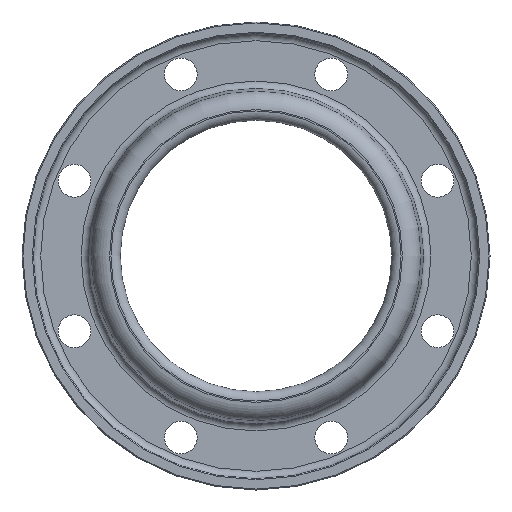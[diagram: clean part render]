
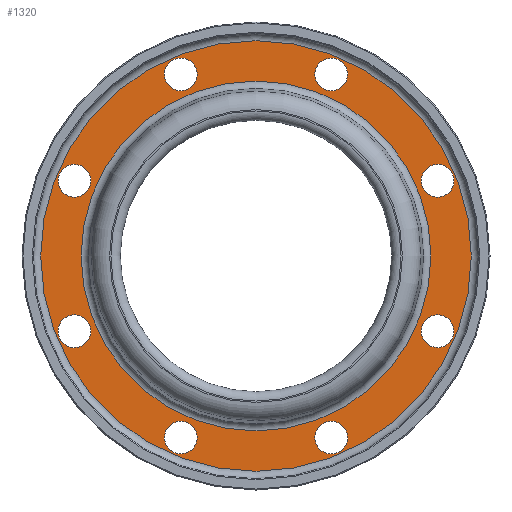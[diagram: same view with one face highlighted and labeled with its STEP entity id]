
A CAD part, left-side view. The second image highlights one B-rep face of the part: STEP entity #1320.
In plain terms, the highlighted planar face has unit normal (-1, 0, 0).
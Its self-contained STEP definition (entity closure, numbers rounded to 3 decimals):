
#780 = CARTESIAN_POINT ( 'NONE',  ( 19., 97.007, -40.182 ) ) ;
#783 = DIRECTION ( 'NONE',  ( -1., 0., 0. ) ) ;
#784 = DIRECTION ( 'NONE',  ( 0., 0.707, -0.707 ) ) ;
#1002 = CARTESIAN_POINT ( 'NONE',  ( 19., -97.007, 40.182 ) ) ;
#1004 = DIRECTION ( 'NONE',  ( -1., 0., 0. ) ) ;
#1007 = DIRECTION ( 'NONE',  ( 0., -0.707, 0.707 ) ) ;
#1320 = ADVANCED_FACE ( 'NONE', ( #12879, #12880, #12881, #12882, #12883, #12884, #12885, #12886, #12887, #12888 ), #12457, .F. ) ;
#1403 = AXIS2_PLACEMENT_3D ( 'NONE', #1697, #1698, #1699 ) ;
#1448 = AXIS2_PLACEMENT_3D ( 'NONE', #1524, #1525, #1526 ) ;
#1521 = AXIS2_PLACEMENT_3D ( 'NONE', #1717, #1718, #1719 ) ;
#1524 = CARTESIAN_POINT ( 'NONE',  ( 19., 0., 0. ) ) ;
#1525 = DIRECTION ( 'NONE',  ( -1., 0., 0. ) ) ;
#1526 = DIRECTION ( 'NONE',  ( 0., 0., 1. ) ) ;
#1697 = CARTESIAN_POINT ( 'NONE',  ( 19., 40.182, -97.007 ) ) ;
#1698 = DIRECTION ( 'NONE',  ( -1., 0., 0. ) ) ;
#1699 = DIRECTION ( 'NONE',  ( 0., 0., -1. ) ) ;
#1717 = CARTESIAN_POINT ( 'NONE',  ( 19., 0., 0. ) ) ;
#1718 = DIRECTION ( 'NONE',  ( -1., 0., 0. ) ) ;
#1719 = DIRECTION ( 'NONE',  ( 0., 0., 1. ) ) ;
#2015 = AXIS2_PLACEMENT_3D ( 'NONE', #1002, #1004, #1007 ) ;
#2693 = CARTESIAN_POINT ( 'NONE',  ( 19., 103.195, -46.369 ) ) ;
#2728 = CARTESIAN_POINT ( 'NONE',  ( 19., -103.195, 46.369 ) ) ;
#3560 = AXIS2_PLACEMENT_3D ( 'NONE', #11343, #11344, #11345 ) ;
#3674 = CARTESIAN_POINT ( 'NONE',  ( 19., -40.182, -97.007 ) ) ;
#3675 = DIRECTION ( 'NONE',  ( -1., 0., 0. ) ) ;
#3676 = DIRECTION ( 'NONE',  ( 0., -0.707, -0.707 ) ) ;
#3723 = CARTESIAN_POINT ( 'NONE',  ( 19., -97.007, -40.182 ) ) ;
#3724 = DIRECTION ( 'NONE',  ( -1., 0., 0. ) ) ;
#3725 = DIRECTION ( 'NONE',  ( 0., -1., 0. ) ) ;
#3726 = CARTESIAN_POINT ( 'NONE',  ( 19., 97.007, 40.182 ) ) ;
#3727 = DIRECTION ( 'NONE',  ( -1., 0., 0. ) ) ;
#3728 = DIRECTION ( 'NONE',  ( 0., 1., 0. ) ) ;
#5720 = ORIENTED_EDGE ( 'NONE', *, *, #7697, .F. ) ;
#5721 = ORIENTED_EDGE ( 'NONE', *, *, #7626, .F. ) ;
#5722 = ORIENTED_EDGE ( 'NONE', *, *, #8270, .F. ) ;
#5723 = ORIENTED_EDGE ( 'NONE', *, *, #8252, .F. ) ;
#5724 = ORIENTED_EDGE ( 'NONE', *, *, #7716, .F. ) ;
#5725 = ORIENTED_EDGE ( 'NONE', *, *, #7625, .F. ) ;
#5726 = ORIENTED_EDGE ( 'NONE', *, *, #7617, .F. ) ;
#5727 = ORIENTED_EDGE ( 'NONE', *, *, #7785, .F. ) ;
#5728 = ORIENTED_EDGE ( 'NONE', *, *, #7789, .F. ) ;
#5730 = ORIENTED_EDGE ( 'NONE', *, *, #7767, .T. ) ;
#6465 = EDGE_LOOP ( 'NONE', ( #5727 ) ) ;
#6470 = EDGE_LOOP ( 'NONE', ( #5728 ) ) ;
#6477 = EDGE_LOOP ( 'NONE', ( #5730 ) ) ;
#6485 = EDGE_LOOP ( 'NONE', ( #5722 ) ) ;
#6487 = EDGE_LOOP ( 'NONE', ( #5724 ) ) ;
#6488 = EDGE_LOOP ( 'NONE', ( #5720 ) ) ;
#6489 = EDGE_LOOP ( 'NONE', ( #5721 ) ) ;
#6490 = EDGE_LOOP ( 'NONE', ( #5723 ) ) ;
#6495 = EDGE_LOOP ( 'NONE', ( #5725 ) ) ;
#6496 = EDGE_LOOP ( 'NONE', ( #5726 ) ) ;
#7617 = EDGE_CURVE ( 'NONE', #12285, #12285, #9662, .T. ) ;
#7625 = EDGE_CURVE ( 'NONE', #12283, #12283, #9670, .T. ) ;
#7626 = EDGE_CURVE ( 'NONE', #12288, #12288, #9671, .T. ) ;
#7697 = EDGE_CURVE ( 'NONE', #12253, #12253, #9729, .T. ) ;
#7716 = EDGE_CURVE ( 'NONE', #12259, #12259, #9780, .T. ) ;
#7767 = EDGE_CURVE ( 'NONE', #12265, #12265, #9933, .T. ) ;
#7785 = EDGE_CURVE ( 'NONE', #12269, #12269, #9974, .T. ) ;
#7789 = EDGE_CURVE ( 'NONE', #12273, #12273, #9981, .T. ) ;
#8252 = EDGE_CURVE ( 'NONE', #12270, #12270, #10110, .T. ) ;
#8270 = EDGE_CURVE ( 'NONE', #12271, #12271, #10148, .T. ) ;
#9662 = CIRCLE ( 'NONE', #12193, 8.75 ) ;
#9670 = CIRCLE ( 'NONE', #12198, 8.75 ) ;
#9671 = CIRCLE ( 'NONE', #12201, 8.75 ) ;
#9729 = CIRCLE ( 'NONE', #12239, 8.75 ) ;
#9780 = CIRCLE ( 'NONE', #2015, 8.75 ) ;
#9933 = CIRCLE ( 'NONE', #1448, 115. ) ;
#9974 = CIRCLE ( 'NONE', #1403, 8.75 ) ;
#9981 = CIRCLE ( 'NONE', #1521, 93.426 ) ;
#10110 = CIRCLE ( 'NONE', #3560, 8.75 ) ;
#10148 = CIRCLE ( 'NONE', #13430, 8.75 ) ;
#11343 = CARTESIAN_POINT ( 'NONE',  ( 19., -40.182, 97.007 ) ) ;
#11344 = DIRECTION ( 'NONE',  ( -1., 0., 0. ) ) ;
#11345 = DIRECTION ( 'NONE',  ( 0., 0., 1. ) ) ;
#11457 = CARTESIAN_POINT ( 'NONE',  ( 19., 40.182, 97.007 ) ) ;
#11459 = DIRECTION ( 'NONE',  ( -1., 0., 0. ) ) ;
#11461 = DIRECTION ( 'NONE',  ( 0., 0.707, 0.707 ) ) ;
#12132 = AXIS2_PLACEMENT_3D ( 'NONE', #12433, #12428, #12422 ) ;
#12193 = AXIS2_PLACEMENT_3D ( 'NONE', #3674, #3675, #3676 ) ;
#12198 = AXIS2_PLACEMENT_3D ( 'NONE', #3723, #3724, #3725 ) ;
#12201 = AXIS2_PLACEMENT_3D ( 'NONE', #3726, #3727, #3728 ) ;
#12239 = AXIS2_PLACEMENT_3D ( 'NONE', #780, #783, #784 ) ;
#12253 = VERTEX_POINT ( 'NONE', #2693 ) ;
#12259 = VERTEX_POINT ( 'NONE', #2728 ) ;
#12265 = VERTEX_POINT ( 'NONE', #13372 ) ;
#12269 = VERTEX_POINT ( 'NONE', #13377 ) ;
#12270 = VERTEX_POINT ( 'NONE', #13384 ) ;
#12271 = VERTEX_POINT ( 'NONE', #13385 ) ;
#12273 = VERTEX_POINT ( 'NONE', #13378 ) ;
#12283 = VERTEX_POINT ( 'NONE', #13361 ) ;
#12285 = VERTEX_POINT ( 'NONE', #13356 ) ;
#12288 = VERTEX_POINT ( 'NONE', #13362 ) ;
#12422 = DIRECTION ( 'NONE',  ( 0., 0., -1. ) ) ;
#12428 = DIRECTION ( 'NONE',  ( 1., 0., 0. ) ) ;
#12433 = CARTESIAN_POINT ( 'NONE',  ( 19., 93.426, 0. ) ) ;
#12457 = PLANE ( 'NONE',  #12132 ) ;
#12879 = FACE_BOUND ( 'NONE', #6488, .T. ) ;
#12880 = FACE_BOUND ( 'NONE', #6489, .T. ) ;
#12881 = FACE_BOUND ( 'NONE', #6485, .T. ) ;
#12882 = FACE_BOUND ( 'NONE', #6490, .T. ) ;
#12883 = FACE_BOUND ( 'NONE', #6487, .T. ) ;
#12884 = FACE_BOUND ( 'NONE', #6495, .T. ) ;
#12885 = FACE_BOUND ( 'NONE', #6496, .T. ) ;
#12886 = FACE_BOUND ( 'NONE', #6465, .T. ) ;
#12887 = FACE_BOUND ( 'NONE', #6470, .T. ) ;
#12888 = FACE_OUTER_BOUND ( 'NONE', #6477, .T. ) ;
#13356 = CARTESIAN_POINT ( 'NONE',  ( 19., -46.369, -103.195 ) ) ;
#13361 = CARTESIAN_POINT ( 'NONE',  ( 19., -105.757, -40.182 ) ) ;
#13362 = CARTESIAN_POINT ( 'NONE',  ( 19., 105.757, 40.182 ) ) ;
#13372 = CARTESIAN_POINT ( 'NONE',  ( 19., 0., 115. ) ) ;
#13377 = CARTESIAN_POINT ( 'NONE',  ( 19., 40.182, -105.757 ) ) ;
#13378 = CARTESIAN_POINT ( 'NONE',  ( 19., 0., 93.426 ) ) ;
#13384 = CARTESIAN_POINT ( 'NONE',  ( 19., -40.182, 105.757 ) ) ;
#13385 = CARTESIAN_POINT ( 'NONE',  ( 19., 46.369, 103.195 ) ) ;
#13430 = AXIS2_PLACEMENT_3D ( 'NONE', #11457, #11459, #11461 ) ;
